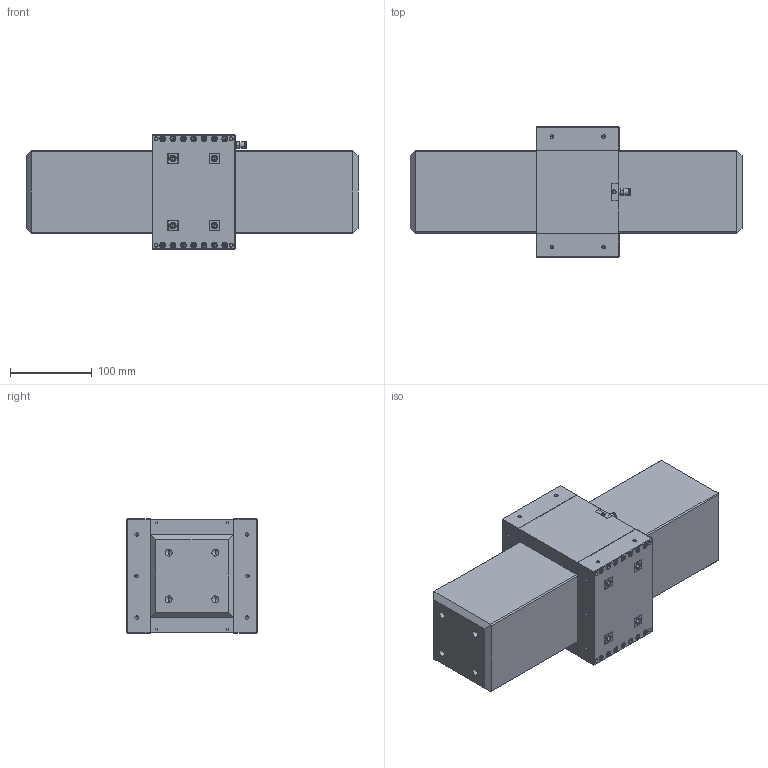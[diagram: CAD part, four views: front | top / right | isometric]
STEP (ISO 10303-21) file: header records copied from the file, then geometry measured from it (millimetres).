
FILE_DESCRIPTION (( 'STEP AP214' ), '1' );
FILE_NAME ('S40-03100-100XXX-C_UPDATED.STEP', '2014-05-14T15:40:32', ( '' ), ( '' ), 'SwSTEP 2.0', 'SolidWorks 2014', '' );
FILE_SCHEMA (( 'AUTOMOTIVE_DESIGN' ));
Length unit declared in the file: inch
Products named in the file (17): S90A007; S90A006; socket head cap screw_ai_HX-SHCS 0.112-40x0.375x0.375-N; Socket Head Cap Screw_AI_HX-SHCS 0.138-32x1.25x0.75-N; socket set screw cup point_am_B18.3.6M - M5 x 0.8 x 5 Hex Socket Type I Cup Pt. SS --N; S90P001; S90F013_04-M5; S168602-C_S168602-C; 62S79S01_62S79S01; 16S8602-C_16S8602; 40S100S02-C_40S100L02-C; 40S100S02-C_40S100R02-C; 40S19M01_40S19M01; 40S100T02-C_40S100T02-C; 44S102XXX_44S102406; S40-03100-100XXX-C_UPDATED; S90T001
Assembly tree (52 placements, depth 3):
  S90A007
  S90A006
  S40-03100-100XXX-C_UPDATED
    44S102XXX_44S102406
    40S100T02-C_40S100T02-C  x2
    40S19M01_40S19M01
    40S100S02-C_40S100R02-C
    40S100S02-C_40S100L02-C
    S168602-C_S168602-C  x4
      16S8602-C_16S8602
      62S79S01_62S79S01
    S90F013_04-M5
    S90P001  x8
    socket set screw cup point_am_B18.3.6M - M5 x 0.8 x 5 Hex Socket Type I Cup Pt. SS --N
    Socket Head Cap Screw_AI_HX-SHCS 0.138-32x1.25x0.75-N  x28
    socket head cap screw_ai_HX-SHCS 0.112-40x0.375x0.375-N  x2
  S90T001
Bounding box: 406.4 x 160.88 x 139.7 mm (x, y, z)
Volume: 5225074.8 mm3; surface area: 526562.1 mm2
Topology: 54 solids, 54 shells, 2551 faces, 6073 edges, 3714 vertices
Faces by surface type: plane 1355, cylinder 534, cone 386, bspline 212, torus 64
Entity records: 48409 total; most frequent: CARTESIAN_POINT 17800, ORIENTED_EDGE 5922, DIRECTION 5412, EDGE_CURVE 2961, VECTOR 2032, LINE 2032, VERTEX_POINT 1924, AXIS2_PLACEMENT_3D 1690
